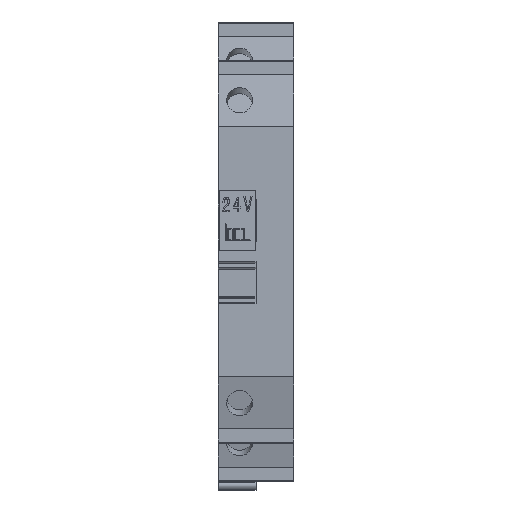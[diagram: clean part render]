
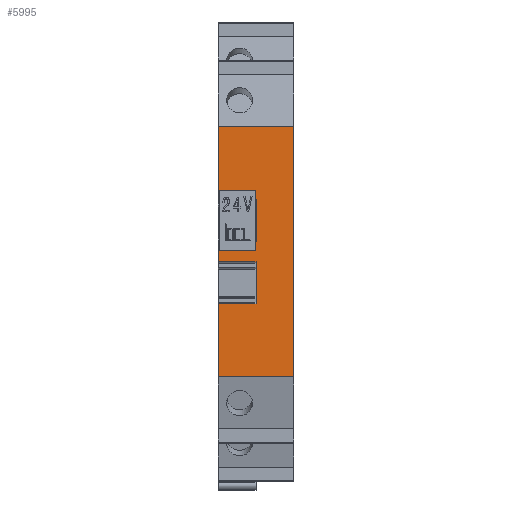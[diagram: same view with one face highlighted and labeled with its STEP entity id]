
A CAD part, top view. The second image highlights one B-rep face of the part: STEP entity #5995.
In plain terms, the highlighted planar face has unit normal (0, 0, 1).
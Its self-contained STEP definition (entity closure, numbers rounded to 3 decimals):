
#5936=AXIS2_PLACEMENT_3D('Plane Axis2P3D',#5933,#5934,#5935) ;
#1349=CARTESIAN_POINT('Vertex',(12.2,58.75,57.245)) ;
#1352=CARTESIAN_POINT('Line Origine',(12.2,38.483,57.245)) ;
#1356=CARTESIAN_POINT('Vertex',(12.2,18.217,57.245)) ;
#2771=CARTESIAN_POINT('Vertex',(0.,18.217,57.245)) ;
#2774=CARTESIAN_POINT('Line Origine',(0.,24.138,57.245)) ;
#2778=CARTESIAN_POINT('Vertex',(0.,30.058,57.245)) ;
#2918=CARTESIAN_POINT('Vertex',(0.,36.858,57.245)) ;
#2921=CARTESIAN_POINT('Line Origine',(0.,38.483,57.245)) ;
#2925=CARTESIAN_POINT('Vertex',(0.,40.108,57.245)) ;
#3065=CARTESIAN_POINT('Vertex',(0.,46.908,57.245)) ;
#3068=CARTESIAN_POINT('Line Origine',(0.,52.829,57.245)) ;
#3072=CARTESIAN_POINT('Vertex',(0.,58.75,57.245)) ;
#5902=CARTESIAN_POINT('Line Origine',(6.1,58.75,57.245)) ;
#5933=CARTESIAN_POINT('Axis2P3D Location',(5.1,58.75,57.245)) ;
#5938=CARTESIAN_POINT('Line Origine',(6.1,18.217,57.245)) ;
#5943=CARTESIAN_POINT('Line Origine',(3.05,46.908,57.245)) ;
#5947=CARTESIAN_POINT('Vertex',(6.1,46.908,57.245)) ;
#5950=CARTESIAN_POINT('Line Origine',(6.1,43.508,57.245)) ;
#5954=CARTESIAN_POINT('Vertex',(6.1,40.108,57.245)) ;
#5957=CARTESIAN_POINT('Line Origine',(3.05,40.108,57.245)) ;
#5962=CARTESIAN_POINT('Line Origine',(3.05,36.858,57.245)) ;
#5966=CARTESIAN_POINT('Vertex',(6.1,36.858,57.245)) ;
#5969=CARTESIAN_POINT('Line Origine',(6.1,33.458,57.245)) ;
#5973=CARTESIAN_POINT('Vertex',(6.1,30.058,57.245)) ;
#5976=CARTESIAN_POINT('Line Origine',(3.05,30.058,57.245)) ;
#1353=DIRECTION('Vector Direction',(0.,1.,0.)) ;
#2775=DIRECTION('Vector Direction',(0.,-1.,0.)) ;
#2922=DIRECTION('Vector Direction',(0.,-1.,0.)) ;
#3069=DIRECTION('Vector Direction',(0.,-1.,0.)) ;
#5903=DIRECTION('Vector Direction',(1.,0.,0.)) ;
#5934=DIRECTION('Axis2P3D Direction',(-0.,-0.,-1.)) ;
#5935=DIRECTION('Axis2P3D XDirection',(0.,-1.,0.)) ;
#5939=DIRECTION('Vector Direction',(1.,0.,0.)) ;
#5944=DIRECTION('Vector Direction',(-1.,0.,0.)) ;
#5951=DIRECTION('Vector Direction',(0.,1.,0.)) ;
#5958=DIRECTION('Vector Direction',(-1.,0.,0.)) ;
#5963=DIRECTION('Vector Direction',(-1.,0.,0.)) ;
#5970=DIRECTION('Vector Direction',(0.,1.,0.)) ;
#5977=DIRECTION('Vector Direction',(-1.,0.,0.)) ;
#1354=VECTOR('Line Direction',#1353,1.) ;
#2776=VECTOR('Line Direction',#2775,1.) ;
#2923=VECTOR('Line Direction',#2922,1.) ;
#3070=VECTOR('Line Direction',#3069,1.) ;
#5904=VECTOR('Line Direction',#5903,1.) ;
#5940=VECTOR('Line Direction',#5939,1.) ;
#5945=VECTOR('Line Direction',#5944,1.) ;
#5952=VECTOR('Line Direction',#5951,1.) ;
#5959=VECTOR('Line Direction',#5958,1.) ;
#5964=VECTOR('Line Direction',#5963,1.) ;
#5971=VECTOR('Line Direction',#5970,1.) ;
#5978=VECTOR('Line Direction',#5977,1.) ;
#5982=ORIENTED_EDGE('',*,*,#2780,.T.) ;
#5983=ORIENTED_EDGE('',*,*,#5942,.T.) ;
#5984=ORIENTED_EDGE('',*,*,#1358,.F.) ;
#5985=ORIENTED_EDGE('',*,*,#5906,.F.) ;
#5986=ORIENTED_EDGE('',*,*,#3074,.T.) ;
#5987=ORIENTED_EDGE('',*,*,#5949,.F.) ;
#5988=ORIENTED_EDGE('',*,*,#5956,.T.) ;
#5989=ORIENTED_EDGE('',*,*,#5961,.T.) ;
#5990=ORIENTED_EDGE('',*,*,#2927,.T.) ;
#5991=ORIENTED_EDGE('',*,*,#5968,.F.) ;
#5992=ORIENTED_EDGE('',*,*,#5975,.T.) ;
#5993=ORIENTED_EDGE('',*,*,#5980,.T.) ;
#5995=ADVANCED_FACE('GEHAEUSE',(#5994),#5937,.F.) ;
#1358=EDGE_CURVE('',#1350,#1357,#1355,.F.) ;
#2780=EDGE_CURVE('',#2779,#2772,#2777,.T.) ;
#2927=EDGE_CURVE('',#2926,#2919,#2924,.T.) ;
#3074=EDGE_CURVE('',#3073,#3066,#3071,.T.) ;
#5906=EDGE_CURVE('',#3073,#1350,#5905,.T.) ;
#5942=EDGE_CURVE('',#2772,#1357,#5941,.T.) ;
#5949=EDGE_CURVE('',#5948,#3066,#5946,.T.) ;
#5956=EDGE_CURVE('',#5948,#5955,#5953,.F.) ;
#5961=EDGE_CURVE('',#5955,#2926,#5960,.T.) ;
#5968=EDGE_CURVE('',#5967,#2919,#5965,.T.) ;
#5975=EDGE_CURVE('',#5967,#5974,#5972,.F.) ;
#5980=EDGE_CURVE('',#5974,#2779,#5979,.T.) ;
#5981=EDGE_LOOP('',(#5982,#5983,#5984,#5985,#5986,#5987,#5988,#5989,#5990,#5991,#5992,#5993)) ;
#5994=FACE_OUTER_BOUND('',#5981,.T.) ;
#1355=LINE('Line',#1352,#1354) ;
#2777=LINE('Line',#2774,#2776) ;
#2924=LINE('Line',#2921,#2923) ;
#3071=LINE('Line',#3068,#3070) ;
#5905=LINE('Line',#5902,#5904) ;
#5941=LINE('Line',#5938,#5940) ;
#5946=LINE('Line',#5943,#5945) ;
#5953=LINE('Line',#5950,#5952) ;
#5960=LINE('Line',#5957,#5959) ;
#5965=LINE('Line',#5962,#5964) ;
#5972=LINE('Line',#5969,#5971) ;
#5979=LINE('Line',#5976,#5978) ;
#5937=PLANE('',#5936) ;
#1350=VERTEX_POINT('',#1349) ;
#1357=VERTEX_POINT('',#1356) ;
#2772=VERTEX_POINT('',#2771) ;
#2779=VERTEX_POINT('',#2778) ;
#2919=VERTEX_POINT('',#2918) ;
#2926=VERTEX_POINT('',#2925) ;
#3066=VERTEX_POINT('',#3065) ;
#3073=VERTEX_POINT('',#3072) ;
#5948=VERTEX_POINT('',#5947) ;
#5955=VERTEX_POINT('',#5954) ;
#5967=VERTEX_POINT('',#5966) ;
#5974=VERTEX_POINT('',#5973) ;
